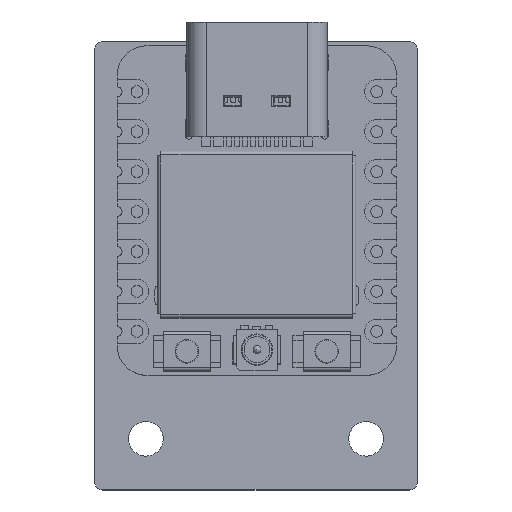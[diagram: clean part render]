
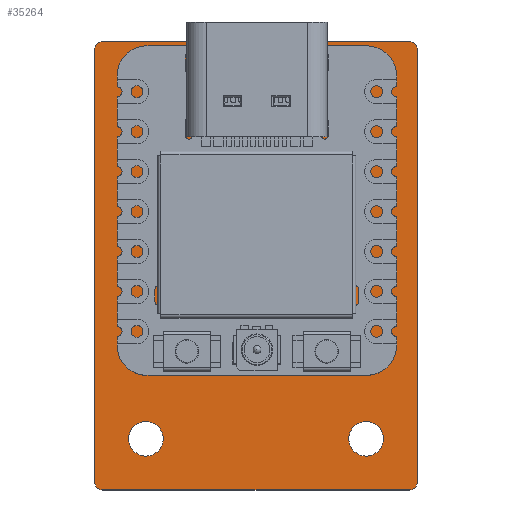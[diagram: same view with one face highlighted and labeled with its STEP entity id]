
A CAD part, top view. The second image highlights one B-rep face of the part: STEP entity #35264.
In plain terms, the highlighted planar face has unit normal (0, 0, 1).
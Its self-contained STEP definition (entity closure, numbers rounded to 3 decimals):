
#35093 = VERTEX_POINT('',#35094);
#35094 = CARTESIAN_POINT('',(142.75,-74.,1.6));
#35100 = EDGE_CURVE('',#35093,#35101,#35103,.T.);
#35101 = VERTEX_POINT('',#35102);
#35102 = CARTESIAN_POINT('',(143.25,-74.5,1.6));
#35103 = CIRCLE('',#35104,0.5);
#35104 = AXIS2_PLACEMENT_3D('',#35105,#35106,#35107);
#35105 = CARTESIAN_POINT('',(142.75,-74.5,1.6));
#35106 = DIRECTION('',(0.,0.,-1.));
#35107 = DIRECTION('',(0.,1.,0.));
#35135 = VERTEX_POINT('',#35136);
#35136 = CARTESIAN_POINT('',(123.25,-74.,1.6));
#35142 = EDGE_CURVE('',#35135,#35093,#35143,.T.);
#35143 = LINE('',#35144,#35145);
#35144 = CARTESIAN_POINT('',(123.25,-74.,1.6));
#35145 = VECTOR('',#35146,1.);
#35146 = DIRECTION('',(1.,0.,0.));
#35164 = EDGE_CURVE('',#35101,#35165,#35167,.T.);
#35165 = VERTEX_POINT('',#35166);
#35166 = CARTESIAN_POINT('',(143.25,-102.,1.6));
#35167 = LINE('',#35168,#35169);
#35168 = CARTESIAN_POINT('',(143.25,-74.5,1.6));
#35169 = VECTOR('',#35170,1.);
#35170 = DIRECTION('',(0.,-1.,0.));
#35264 = ADVANCED_FACE('',(#35265,#35311,#35322),#35333,.T.);
#35265 = FACE_BOUND('',#35266,.T.);
#35266 = EDGE_LOOP('',(#35267,#35268,#35269,#35278,#35286,#35295,#35303,
    #35310));
#35267 = ORIENTED_EDGE('',*,*,#35100,.F.);
#35268 = ORIENTED_EDGE('',*,*,#35142,.F.);
#35269 = ORIENTED_EDGE('',*,*,#35270,.F.);
#35270 = EDGE_CURVE('',#35271,#35135,#35273,.T.);
#35271 = VERTEX_POINT('',#35272);
#35272 = CARTESIAN_POINT('',(122.75,-74.5,1.6));
#35273 = CIRCLE('',#35274,0.5);
#35274 = AXIS2_PLACEMENT_3D('',#35275,#35276,#35277);
#35275 = CARTESIAN_POINT('',(123.25,-74.5,1.6));
#35276 = DIRECTION('',(0.,0.,-1.));
#35277 = DIRECTION('',(-1.,0.,0.));
#35278 = ORIENTED_EDGE('',*,*,#35279,.F.);
#35279 = EDGE_CURVE('',#35280,#35271,#35282,.T.);
#35280 = VERTEX_POINT('',#35281);
#35281 = CARTESIAN_POINT('',(122.75,-102.,1.6));
#35282 = LINE('',#35283,#35284);
#35283 = CARTESIAN_POINT('',(122.75,-102.,1.6));
#35284 = VECTOR('',#35285,1.);
#35285 = DIRECTION('',(0.,1.,0.));
#35286 = ORIENTED_EDGE('',*,*,#35287,.F.);
#35287 = EDGE_CURVE('',#35288,#35280,#35290,.T.);
#35288 = VERTEX_POINT('',#35289);
#35289 = CARTESIAN_POINT('',(123.25,-102.5,1.6));
#35290 = CIRCLE('',#35291,0.5);
#35291 = AXIS2_PLACEMENT_3D('',#35292,#35293,#35294);
#35292 = CARTESIAN_POINT('',(123.25,-102.,1.6));
#35293 = DIRECTION('',(0.,0.,-1.));
#35294 = DIRECTION('',(0.,-1.,-0.));
#35295 = ORIENTED_EDGE('',*,*,#35296,.F.);
#35296 = EDGE_CURVE('',#35297,#35288,#35299,.T.);
#35297 = VERTEX_POINT('',#35298);
#35298 = CARTESIAN_POINT('',(142.75,-102.5,1.6));
#35299 = LINE('',#35300,#35301);
#35300 = CARTESIAN_POINT('',(142.75,-102.5,1.6));
#35301 = VECTOR('',#35302,1.);
#35302 = DIRECTION('',(-1.,0.,0.));
#35303 = ORIENTED_EDGE('',*,*,#35304,.F.);
#35304 = EDGE_CURVE('',#35165,#35297,#35305,.T.);
#35305 = CIRCLE('',#35306,0.5);
#35306 = AXIS2_PLACEMENT_3D('',#35307,#35308,#35309);
#35307 = CARTESIAN_POINT('',(142.75,-102.,1.6));
#35308 = DIRECTION('',(0.,0.,-1.));
#35309 = DIRECTION('',(1.,0.,0.));
#35310 = ORIENTED_EDGE('',*,*,#35164,.F.);
#35311 = FACE_BOUND('',#35312,.T.);
#35312 = EDGE_LOOP('',(#35313));
#35313 = ORIENTED_EDGE('',*,*,#35314,.T.);
#35314 = EDGE_CURVE('',#35315,#35315,#35317,.T.);
#35315 = VERTEX_POINT('',#35316);
#35316 = CARTESIAN_POINT('',(126.,-100.35,1.6));
#35317 = CIRCLE('',#35318,1.1);
#35318 = AXIS2_PLACEMENT_3D('',#35319,#35320,#35321);
#35319 = CARTESIAN_POINT('',(126.,-99.25,1.6));
#35320 = DIRECTION('',(-0.,0.,-1.));
#35321 = DIRECTION('',(-0.,-1.,0.));
#35322 = FACE_BOUND('',#35323,.T.);
#35323 = EDGE_LOOP('',(#35324));
#35324 = ORIENTED_EDGE('',*,*,#35325,.T.);
#35325 = EDGE_CURVE('',#35326,#35326,#35328,.T.);
#35326 = VERTEX_POINT('',#35327);
#35327 = CARTESIAN_POINT('',(140.,-100.35,1.6));
#35328 = CIRCLE('',#35329,1.1);
#35329 = AXIS2_PLACEMENT_3D('',#35330,#35331,#35332);
#35330 = CARTESIAN_POINT('',(140.,-99.25,1.6));
#35331 = DIRECTION('',(-0.,0.,-1.));
#35332 = DIRECTION('',(-0.,-1.,0.));
#35333 = PLANE('',#35334);
#35334 = AXIS2_PLACEMENT_3D('',#35335,#35336,#35337);
#35335 = CARTESIAN_POINT('',(0.,0.,1.6));
#35336 = DIRECTION('',(0.,0.,1.));
#35337 = DIRECTION('',(1.,0.,-0.));
